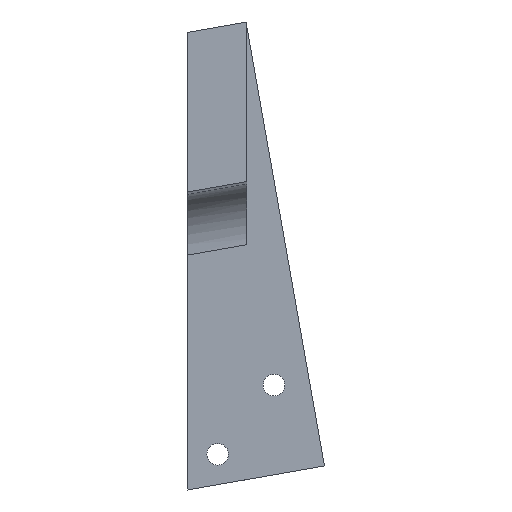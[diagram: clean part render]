
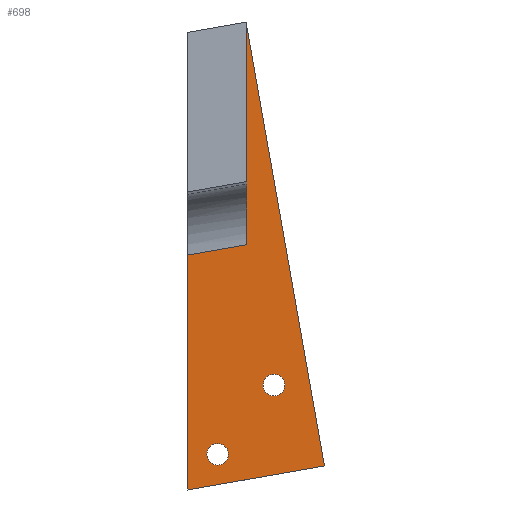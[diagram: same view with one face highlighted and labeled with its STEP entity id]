
A CAD part, front view. The second image highlights one B-rep face of the part: STEP entity #698.
In plain terms, the highlighted planar face has unit normal (0, -1, 0).
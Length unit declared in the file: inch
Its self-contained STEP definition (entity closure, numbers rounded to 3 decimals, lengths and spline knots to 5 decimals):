
#2 = VERTEX_POINT ( 'NONE', #312 ) ;
#11 = CIRCLE ( 'NONE', #2933, 0.09 ) ;
#44 = CARTESIAN_POINT ( 'NONE',  ( 10.75, 246.5, 114.49991 ) ) ;
#67 = ORIENTED_EDGE ( 'NONE', *, *, #1529, .F. ) ;
#140 = EDGE_CURVE ( 'NONE', #2141, #1642, #1938, .T. ) ;
#177 = FACE_BOUND ( 'NONE', #2374, .T. ) ;
#312 = CARTESIAN_POINT ( 'NONE',  ( 11.24239, 246.5, 118.36019 ) ) ;
#354 = ORIENTED_EDGE ( 'NONE', *, *, #140, .T. ) ;
#410 = DIRECTION ( 'NONE',  ( 0., 0., 1. ) ) ;
#419 = CARTESIAN_POINT ( 'NONE',  ( 11.24239, 246.5, 116.54135 ) ) ;
#453 = CARTESIAN_POINT ( 'NONE',  ( 15.46782, 246.5, 115.3323 ) ) ;
#470 = EDGE_LOOP ( 'NONE', ( #67, #2903, #933, #1732, #1219 ) ) ;
#523 = VERTEX_POINT ( 'NONE', #743 ) ;
#582 = DIRECTION ( 'NONE',  ( 0., 0., 1. ) ) ;
#662 = CIRCLE ( 'NONE', #2367, 0.09 ) ;
#689 = CARTESIAN_POINT ( 'NONE',  ( 11.46848, 246.5, 115.46281 ) ) ;
#698 = ADVANCED_FACE ( 'NONE', ( #1570, #177, #2727 ), #2517, .T. ) ;
#743 = CARTESIAN_POINT ( 'NONE',  ( 11., 246.5, 114.88716 ) ) ;
#747 = AXIS2_PLACEMENT_3D ( 'NONE', #2266, #2990, #863 ) ;
#751 = CARTESIAN_POINT ( 'NONE',  ( 10.75, 246.5, 118.27331 ) ) ;
#808 = EDGE_CURVE ( 'NONE', #1281, #2035, #1856, .T. ) ;
#810 = VERTEX_POINT ( 'NONE', #2815 ) ;
#850 = CARTESIAN_POINT ( 'NONE',  ( 11.46848, 246.5, 115.37281 ) ) ;
#859 = DIRECTION ( 'NONE',  ( 0., 1., 0. ) ) ;
#863 = DIRECTION ( 'NONE',  ( 1., 0., 0. ) ) ;
#933 = ORIENTED_EDGE ( 'NONE', *, *, #808, .F. ) ;
#985 = CARTESIAN_POINT ( 'NONE',  ( 10.75, 246.5, 116.45447 ) ) ;
#1032 = VERTEX_POINT ( 'NONE', #419 ) ;
#1043 = CARTESIAN_POINT ( 'NONE',  ( 11.46848, 246.5, 115.28281 ) ) ;
#1071 = VECTOR ( 'NONE', #1662, 39.37008 ) ;
#1103 = DIRECTION ( 'NONE',  ( 0., 0., 1. ) ) ;
#1117 = EDGE_CURVE ( 'NONE', #2217, #523, #662, .T. ) ;
#1120 = DIRECTION ( 'NONE',  ( 0., 1., 0. ) ) ;
#1219 = ORIENTED_EDGE ( 'NONE', *, *, #2761, .F. ) ;
#1263 = CARTESIAN_POINT ( 'NONE',  ( 11.46848, 246.5, 115.37281 ) ) ;
#1265 = DIRECTION ( 'NONE',  ( 0., 1., 0. ) ) ;
#1281 = VERTEX_POINT ( 'NONE', #44 ) ;
#1318 = CARTESIAN_POINT ( 'NONE',  ( 11., 246.5, 114.70716 ) ) ;
#1365 = VECTOR ( 'NONE', #1558, 39.37008 ) ;
#1411 = EDGE_CURVE ( 'NONE', #523, #2217, #2254, .T. ) ;
#1426 = CARTESIAN_POINT ( 'NONE',  ( 15.77904, 246.5, 117.34177 ) ) ;
#1529 = EDGE_CURVE ( 'NONE', #1032, #2, #2994, .T. ) ;
#1558 = DIRECTION ( 'NONE',  ( -0.985, 0., -0.174 ) ) ;
#1570 = FACE_OUTER_BOUND ( 'NONE', #470, .T. ) ;
#1597 = LINE ( 'NONE', #1426, #2531 ) ;
#1642 = VERTEX_POINT ( 'NONE', #1043 ) ;
#1662 = DIRECTION ( 'NONE',  ( 0.174, 0., -0.985 ) ) ;
#1674 = ORIENTED_EDGE ( 'NONE', *, *, #2848, .T. ) ;
#1732 = ORIENTED_EDGE ( 'NONE', *, *, #3018, .F. ) ;
#1799 = ORIENTED_EDGE ( 'NONE', *, *, #1411, .T. ) ;
#1852 = AXIS2_PLACEMENT_3D ( 'NONE', #2695, #1265, #1103 ) ;
#1856 = LINE ( 'NONE', #751, #2076 ) ;
#1873 = DIRECTION ( 'NONE',  ( 0., 0., 1. ) ) ;
#1902 = DIRECTION ( 'NONE',  ( 0., 0., 1. ) ) ;
#1938 = CIRCLE ( 'NONE', #2238, 0.09 ) ;
#1942 = DIRECTION ( 'NONE',  ( -0.985, 0., -0.174 ) ) ;
#2035 = VERTEX_POINT ( 'NONE', #985 ) ;
#2076 = VECTOR ( 'NONE', #1873, 39.37008 ) ;
#2118 = CARTESIAN_POINT ( 'NONE',  ( 11.24239, 246.5, 118.36019 ) ) ;
#2121 = ORIENTED_EDGE ( 'NONE', *, *, #1117, .T. ) ;
#2141 = VERTEX_POINT ( 'NONE', #689 ) ;
#2203 = DIRECTION ( 'NONE',  ( 0., 1., 0. ) ) ;
#2217 = VERTEX_POINT ( 'NONE', #1318 ) ;
#2238 = AXIS2_PLACEMENT_3D ( 'NONE', #850, #1120, #410 ) ;
#2254 = CIRCLE ( 'NONE', #1852, 0.09 ) ;
#2266 = CARTESIAN_POINT ( 'NONE',  ( 15.46782, 246.5, 119.1057 ) ) ;
#2309 = EDGE_CURVE ( 'NONE', #1032, #2035, #1597, .T. ) ;
#2358 = EDGE_LOOP ( 'NONE', ( #1799, #2121 ) ) ;
#2367 = AXIS2_PLACEMENT_3D ( 'NONE', #2955, #859, #2987 ) ;
#2374 = EDGE_LOOP ( 'NONE', ( #354, #1674 ) ) ;
#2378 = CARTESIAN_POINT ( 'NONE',  ( 11.24239, 246.5, 118.36019 ) ) ;
#2517 = PLANE ( 'NONE',  #747 ) ;
#2531 = VECTOR ( 'NONE', #1942, 39.37008 ) ;
#2596 = LINE ( 'NONE', #2378, #1071 ) ;
#2695 = CARTESIAN_POINT ( 'NONE',  ( 11., 246.5, 114.79716 ) ) ;
#2727 = FACE_BOUND ( 'NONE', #2358, .T. ) ;
#2761 = EDGE_CURVE ( 'NONE', #2, #810, #2596, .T. ) ;
#2815 = CARTESIAN_POINT ( 'NONE',  ( 11.88805, 246.5, 114.7007 ) ) ;
#2848 = EDGE_CURVE ( 'NONE', #1642, #2141, #11, .T. ) ;
#2903 = ORIENTED_EDGE ( 'NONE', *, *, #2309, .T. ) ;
#2933 = AXIS2_PLACEMENT_3D ( 'NONE', #1263, #2203, #582 ) ;
#2949 = VECTOR ( 'NONE', #1902, 39.37008 ) ;
#2955 = CARTESIAN_POINT ( 'NONE',  ( 11., 246.5, 114.79716 ) ) ;
#2987 = DIRECTION ( 'NONE',  ( 0., 0., 1. ) ) ;
#2990 = DIRECTION ( 'NONE',  ( 0., -1., 0. ) ) ;
#2994 = LINE ( 'NONE', #2118, #2949 ) ;
#3006 = LINE ( 'NONE', #453, #1365 ) ;
#3018 = EDGE_CURVE ( 'NONE', #810, #1281, #3006, .T. ) ;
